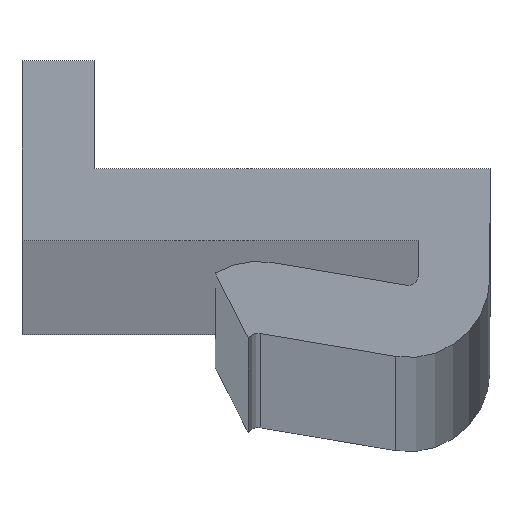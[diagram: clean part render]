
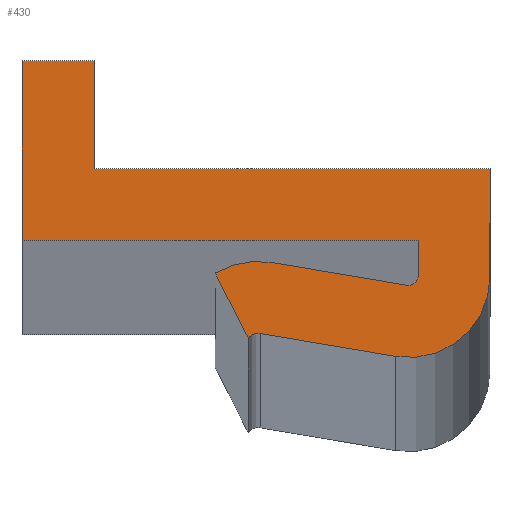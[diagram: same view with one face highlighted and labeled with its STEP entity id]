
A CAD part, top view. The second image highlights one B-rep face of the part: STEP entity #430.
In plain terms, the highlighted planar face has unit normal (0, 0, 1).
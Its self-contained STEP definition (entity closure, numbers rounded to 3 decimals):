
#1 = VERTEX_POINT ( 'NONE', #357 ) ;
#4 = CARTESIAN_POINT ( 'NONE',  ( -13., 6., 0. ) ) ;
#6 = ORIENTED_EDGE ( 'NONE', *, *, #244, .T. ) ;
#16 = DIRECTION ( 'NONE',  ( 0., -1., 0. ) ) ;
#18 = EDGE_CURVE ( 'NONE', #225, #1, #110, .T. ) ;
#30 = CARTESIAN_POINT ( 'NONE',  ( 0.895, -5.226, 0. ) ) ;
#32 = DIRECTION ( 'NONE',  ( 0., 1., 0. ) ) ;
#44 = ORIENTED_EDGE ( 'NONE', *, *, #190, .T. ) ;
#53 = ORIENTED_EDGE ( 'NONE', *, *, #156, .T. ) ;
#54 = DIRECTION ( 'NONE',  ( 1., 0., 0. ) ) ;
#58 = DIRECTION ( 'NONE',  ( 0., 0., 1. ) ) ;
#59 = ORIENTED_EDGE ( 'NONE', *, *, #484, .T. ) ;
#65 = VECTOR ( 'NONE', #477, 1000. ) ;
#68 = FACE_OUTER_BOUND ( 'NONE', #145, .T. ) ;
#74 = LINE ( 'NONE', #280, #221 ) ;
#75 = EDGE_CURVE ( 'NONE', #1, #202, #74, .T. ) ;
#81 = EDGE_CURVE ( 'NONE', #165, #211, #391, .T. ) ;
#82 = ORIENTED_EDGE ( 'NONE', *, *, #490, .T. ) ;
#88 = VECTOR ( 'NONE', #16, 1000. ) ;
#98 = AXIS2_PLACEMENT_3D ( 'NONE', #475, #58, #516 ) ;
#99 = ORIENTED_EDGE ( 'NONE', *, *, #18, .T. ) ;
#103 = LINE ( 'NONE', #492, #455 ) ;
#110 = LINE ( 'NONE', #408, #312 ) ;
#111 = DIRECTION ( 'NONE',  ( 1., 0., 0. ) ) ;
#112 = CARTESIAN_POINT ( 'NONE',  ( -2.271, -5.803, 0. ) ) ;
#113 = DIRECTION ( 'NONE',  ( 1., 0., 0. ) ) ;
#114 = EDGE_CURVE ( 'NONE', #416, #268, #527, .T. ) ;
#117 = CARTESIAN_POINT ( 'NONE',  ( 13., 0., 0. ) ) ;
#120 = ORIENTED_EDGE ( 'NONE', *, *, #446, .T. ) ;
#141 = VECTOR ( 'NONE', #377, 1000. ) ;
#142 = CIRCLE ( 'NONE', #304, 0.73 ) ;
#143 = VERTEX_POINT ( 'NONE', #459 ) ;
#145 = EDGE_LOOP ( 'NONE', ( #514, #247, #53, #6, #460, #120, #44, #258, #422, #59, #99, #383, #519, #82 ) ) ;
#147 = DIRECTION ( 'NONE',  ( -1., 0., 0. ) ) ;
#152 = CIRCLE ( 'NONE', #342, 0.49 ) ;
#155 = DIRECTION ( 'NONE',  ( -1., 0., 0. ) ) ;
#156 = EDGE_CURVE ( 'NONE', #143, #463, #466, .T. ) ;
#158 = DIRECTION ( 'NONE',  ( 1., 0., 0. ) ) ;
#165 = VERTEX_POINT ( 'NONE', #344 ) ;
#168 = VECTOR ( 'NONE', #374, 1000. ) ;
#169 = VECTOR ( 'NONE', #409, 1000. ) ;
#171 = CARTESIAN_POINT ( 'NONE',  ( -9., 0., 0. ) ) ;
#190 = EDGE_CURVE ( 'NONE', #309, #165, #296, .T. ) ;
#192 = CARTESIAN_POINT ( 'NONE',  ( -2.271, -5.803, 0. ) ) ;
#202 = VERTEX_POINT ( 'NONE', #4 ) ;
#203 = VECTOR ( 'NONE', #155, 1000. ) ;
#211 = VERTEX_POINT ( 'NONE', #424 ) ;
#218 = CARTESIAN_POINT ( 'NONE',  ( 0.231, -9.17, 0. ) ) ;
#221 = VECTOR ( 'NONE', #530, 1000. ) ;
#222 = AXIS2_PLACEMENT_3D ( 'NONE', #270, #367, #111 ) ;
#224 = LINE ( 'NONE', #259, #88 ) ;
#225 = VERTEX_POINT ( 'NONE', #171 ) ;
#228 = EDGE_CURVE ( 'NONE', #211, #506, #382, .T. ) ;
#231 = CARTESIAN_POINT ( 'NONE',  ( -9., 0., 0. ) ) ;
#233 = DIRECTION ( 'NONE',  ( 0., 0., -1. ) ) ;
#236 = LINE ( 'NONE', #407, #169 ) ;
#244 = EDGE_CURVE ( 'NONE', #463, #416, #401, .T. ) ;
#247 = ORIENTED_EDGE ( 'NONE', *, *, #372, .T. ) ;
#258 = ORIENTED_EDGE ( 'NONE', *, *, #81, .T. ) ;
#259 = CARTESIAN_POINT ( 'NONE',  ( -13., 6., 0. ) ) ;
#266 = VERTEX_POINT ( 'NONE', #513 ) ;
#268 = VERTEX_POINT ( 'NONE', #480 ) ;
#270 = CARTESIAN_POINT ( 'NONE',  ( 8.51, -6.01, 0. ) ) ;
#272 = CARTESIAN_POINT ( 'NONE',  ( 0.11, -9.89, 0. ) ) ;
#278 = CARTESIAN_POINT ( 'NONE',  ( 8.51, -6.01, 0. ) ) ;
#280 = CARTESIAN_POINT ( 'NONE',  ( -9., 6., 0. ) ) ;
#296 = LINE ( 'NONE', #419, #141 ) ;
#297 = EDGE_CURVE ( 'NONE', #202, #397, #224, .T. ) ;
#304 = AXIS2_PLACEMENT_3D ( 'NONE', #272, #233, #147 ) ;
#309 = VERTEX_POINT ( 'NONE', #218 ) ;
#312 = VECTOR ( 'NONE', #32, 1000. ) ;
#342 = AXIS2_PLACEMENT_3D ( 'NONE', #389, #435, #54 ) ;
#344 = CARTESIAN_POINT ( 'NONE',  ( 7.765, -10.438, 0. ) ) ;
#357 = CARTESIAN_POINT ( 'NONE',  ( -9., 6., 0. ) ) ;
#367 = DIRECTION ( 'NONE',  ( 0., 0., 1. ) ) ;
#370 = CARTESIAN_POINT ( 'NONE',  ( 9., -4., 0. ) ) ;
#372 = EDGE_CURVE ( 'NONE', #266, #143, #152, .T. ) ;
#374 = DIRECTION ( 'NONE',  ( -0.986, 0.166, 0. ) ) ;
#377 = DIRECTION ( 'NONE',  ( 0.986, -0.166, 0. ) ) ;
#382 = LINE ( 'NONE', #117, #65 ) ;
#383 = ORIENTED_EDGE ( 'NONE', *, *, #75, .T. ) ;
#389 = CARTESIAN_POINT ( 'NONE',  ( 8.51, -6.01, 0. ) ) ;
#391 = CIRCLE ( 'NONE', #501, 4.49 ) ;
#397 = VERTEX_POINT ( 'NONE', #518 ) ;
#401 = CIRCLE ( 'NONE', #98, 4.73 ) ;
#407 = CARTESIAN_POINT ( 'NONE',  ( 9., -4., 0. ) ) ;
#408 = CARTESIAN_POINT ( 'NONE',  ( -9., 0., 0. ) ) ;
#409 = DIRECTION ( 'NONE',  ( 0., -1., 0. ) ) ;
#416 = VERTEX_POINT ( 'NONE', #192 ) ;
#419 = CARTESIAN_POINT ( 'NONE',  ( 0.231, -9.17, 0. ) ) ;
#422 = ORIENTED_EDGE ( 'NONE', *, *, #228, .T. ) ;
#424 = CARTESIAN_POINT ( 'NONE',  ( 13., -6.01, 0. ) ) ;
#430 = ADVANCED_FACE ( 'NONE', ( #68 ), #521, .T. ) ;
#432 = VERTEX_POINT ( 'NONE', #370 ) ;
#435 = DIRECTION ( 'NONE',  ( 0., 0., -1. ) ) ;
#446 = EDGE_CURVE ( 'NONE', #268, #309, #142, .T. ) ;
#452 = DIRECTION ( 'NONE',  ( 0.452, -0.892, 0. ) ) ;
#453 = EDGE_CURVE ( 'NONE', #432, #266, #236, .T. ) ;
#455 = VECTOR ( 'NONE', #113, 1000. ) ;
#456 = DIRECTION ( 'NONE',  ( 0., 0., 1. ) ) ;
#459 = CARTESIAN_POINT ( 'NONE',  ( 8.429, -6.493, 0. ) ) ;
#460 = ORIENTED_EDGE ( 'NONE', *, *, #114, .T. ) ;
#461 = VECTOR ( 'NONE', #452, 1000. ) ;
#463 = VERTEX_POINT ( 'NONE', #30 ) ;
#466 = LINE ( 'NONE', #504, #168 ) ;
#475 = CARTESIAN_POINT ( 'NONE',  ( 0.11, -9.89, 0. ) ) ;
#477 = DIRECTION ( 'NONE',  ( 0., 1., 0. ) ) ;
#480 = CARTESIAN_POINT ( 'NONE',  ( -0.441, -9.412, 0. ) ) ;
#484 = EDGE_CURVE ( 'NONE', #506, #225, #528, .T. ) ;
#490 = EDGE_CURVE ( 'NONE', #397, #432, #103, .T. ) ;
#492 = CARTESIAN_POINT ( 'NONE',  ( -13., -4., 0. ) ) ;
#501 = AXIS2_PLACEMENT_3D ( 'NONE', #278, #456, #158 ) ;
#504 = CARTESIAN_POINT ( 'NONE',  ( 0.895, -5.226, 0. ) ) ;
#506 = VERTEX_POINT ( 'NONE', #533 ) ;
#513 = CARTESIAN_POINT ( 'NONE',  ( 9., -6.01, 0. ) ) ;
#514 = ORIENTED_EDGE ( 'NONE', *, *, #453, .T. ) ;
#516 = DIRECTION ( 'NONE',  ( -1., 0., 0. ) ) ;
#518 = CARTESIAN_POINT ( 'NONE',  ( -13., -4., 0. ) ) ;
#519 = ORIENTED_EDGE ( 'NONE', *, *, #297, .T. ) ;
#521 = PLANE ( 'NONE',  #222 ) ;
#527 = LINE ( 'NONE', #112, #461 ) ;
#528 = LINE ( 'NONE', #231, #203 ) ;
#530 = DIRECTION ( 'NONE',  ( -1., 0., 0. ) ) ;
#533 = CARTESIAN_POINT ( 'NONE',  ( 13., 0., 0. ) ) ;
